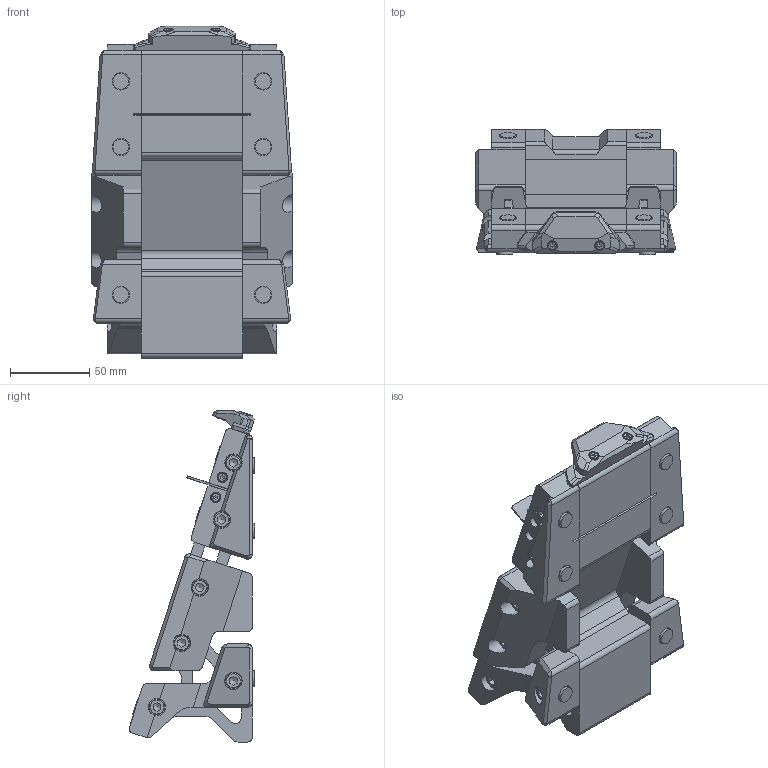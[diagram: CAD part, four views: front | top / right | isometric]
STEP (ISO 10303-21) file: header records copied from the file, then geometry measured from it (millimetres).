
FILE_DESCRIPTION(/* description */ (''),/* implementation_level */ '2;1');
FILE_NAME(/* name */ 'Stand_1.stp',/* time_stamp */ '2024-06-24T13:10:40-05:00',/* author */ ('SMJ'),/* organization */ (''),/* preprocessor_version */ 'ST-DEVELOPER v19.2',/* originating_system */ 'Autodesk Inventor 2023',/* authorisation */ '');
FILE_SCHEMA (('AUTOMOTIVE_DESIGN { 1 0 10303 214 3 1 1 }'));
Length unit declared in the file: millimetre
Products named in the file (12): Wedge_1; Pry Plate KB1; Wedge; Wedge R1; Wedge R1_MIR; ANSI B18.3.1M - M6x1 x 30, BSHCSM; ANSI B18.3.1M - M6x1 x 30, BSHCSM_1; Heatset-M6-12; ANSI B18.3.1M - M3x0.5 x 20, BSHCSM; Heatset-M3-10; 10 mm pad; Wedge Keeper
Assembly tree (51 placements, depth 2):
  Wedge_1
    Pry Plate KB1
    Wedge
    Wedge R1
    Wedge R1_MIR
    ANSI B18.3.1M - M6x1 x 30, BSHCSM  x10
    ANSI B18.3.1M - M6x1 x 30, BSHCSM_1  x2
    Heatset-M6-12  x12
    ANSI B18.3.1M - M3x0.5 x 20, BSHCSM  x6
    Heatset-M3-10  x2
    10 mm pad  x14
    Wedge Keeper
Bounding box: 127 x 79.41 x 209.96 mm (x, y, z)
Volume: 678434.1 mm3; surface area: 182661.5 mm2
Topology: 56 solids, 56 shells, 4379 faces, 12436 edges, 8274 vertices
Faces by surface type: bspline 2022, cylinder 1196, plane 581, cone 544, torus 36
Full cylindrical faces by diameter (mm): 3 x10, 3.4 x6, 4 x6, 4.4 x2, 4.5 x2, 5.5 x6, 6 x24, 6.5 x6, 6.6 x18, 7 x24, 7.4 x12, 7.5 x12, 10 x26, 11 x26
Entity records: 43080 total; most frequent: CARTESIAN_POINT 16348, ORIENTED_EDGE 6128, DIRECTION 4318, EDGE_CURVE 3064, VERTEX_POINT 2028, AXIS2_PLACEMENT_3D 1638, EDGE_LOOP 1244, B_SPLINE_CURVE_WITH_KNOTS 1197
